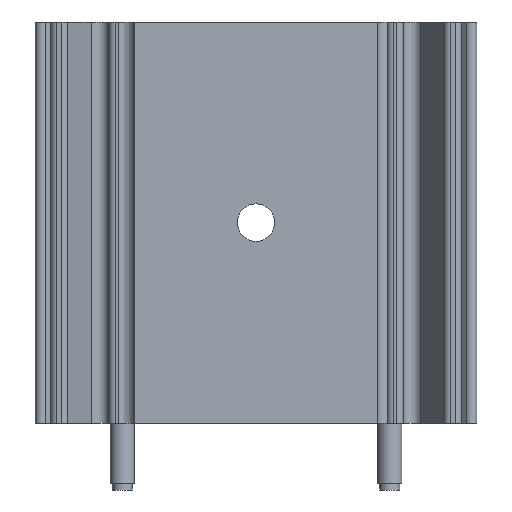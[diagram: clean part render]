
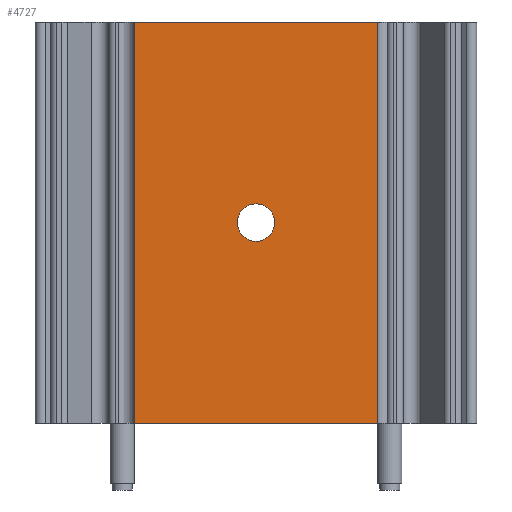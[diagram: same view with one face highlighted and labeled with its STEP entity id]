
A CAD part, front view. The second image highlights one B-rep face of the part: STEP entity #4727.
In plain terms, the highlighted planar face has unit normal (0, -1, 0).
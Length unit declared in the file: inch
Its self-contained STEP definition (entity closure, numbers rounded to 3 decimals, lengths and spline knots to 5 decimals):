
#269=DIRECTION('',(1.,0.,0.));
#270=VECTOR('',#269,0.909);
#271=CARTESIAN_POINT('',(-0.4545,0.,0.75));
#272=LINE('',#271,#270);
#1105=DIRECTION('',(1.,0.,0.));
#1106=VECTOR('',#1105,0.909);
#1107=CARTESIAN_POINT('',(-0.4545,0.,-0.75));
#1108=LINE('',#1107,#1106);
#1757=DIRECTION('',(0.,0.,-1.));
#1758=VECTOR('',#1757,1.5);
#1759=CARTESIAN_POINT('',(0.4545,0.,0.75));
#1760=LINE('',#1759,#1758);
#1761=DIRECTION('',(0.,0.,1.));
#1762=VECTOR('',#1761,1.5);
#1763=CARTESIAN_POINT('',(-0.4545,0.,-0.75));
#1764=LINE('',#1763,#1762);
#1765=CARTESIAN_POINT('',(0.,0.,0.));
#1766=DIRECTION('',(0.,1.,0.));
#1767=DIRECTION('',(-1.,0.,0.));
#1768=AXIS2_PLACEMENT_3D('',#1765,#1766,#1767);
#1770=CARTESIAN_POINT('',(0.,0.,0.));
#1771=DIRECTION('',(0.,1.,0.));
#1772=DIRECTION('',(1.,0.,0.));
#1773=AXIS2_PLACEMENT_3D('',#1770,#1771,#1772);
#2279=CARTESIAN_POINT('',(-0.4545,0.,-0.75));
#2280=CARTESIAN_POINT('',(-0.4545,0.,0.75));
#2281=VERTEX_POINT('',#2279);
#2282=VERTEX_POINT('',#2280);
#2595=CARTESIAN_POINT('',(0.4545,0.,0.75));
#2596=CARTESIAN_POINT('',(0.4545,0.,-0.75));
#2597=VERTEX_POINT('',#2595);
#2598=VERTEX_POINT('',#2596);
#2915=CARTESIAN_POINT('',(-0.07,0.,0.));
#2916=CARTESIAN_POINT('',(0.07,0.,0.));
#2917=VERTEX_POINT('',#2915);
#2918=VERTEX_POINT('',#2916);
#4709=CARTESIAN_POINT('',(-0.49,0.,-0.75));
#4710=DIRECTION('',(0.,-1.,0.));
#4711=DIRECTION('',(1.,0.,0.));
#4712=AXIS2_PLACEMENT_3D('',#4709,#4710,#4711);
#4713=PLANE('',#4712);
#4715=ORIENTED_EDGE('',*,*,#4714,.T.);
#4716=ORIENTED_EDGE('',*,*,#3565,.F.);
#4717=ORIENTED_EDGE('',*,*,#4704,.T.);
#4718=ORIENTED_EDGE('',*,*,#3049,.T.);
#4719=EDGE_LOOP('',(#4715,#4716,#4717,#4718));
#4720=FACE_OUTER_BOUND('',#4719,.F.);
#4722=ORIENTED_EDGE('',*,*,#4721,.F.);
#4724=ORIENTED_EDGE('',*,*,#4723,.F.);
#4725=EDGE_LOOP('',(#4722,#4724));
#4726=FACE_BOUND('',#4725,.F.);
#1769=CIRCLE('',#1768,0.07);
#1774=CIRCLE('',#1773,0.07);
#3049=EDGE_CURVE('',#2282,#2597,#272,.T.);
#3565=EDGE_CURVE('',#2281,#2598,#1108,.T.);
#4704=EDGE_CURVE('',#2281,#2282,#1764,.T.);
#4714=EDGE_CURVE('',#2597,#2598,#1760,.T.);
#4721=EDGE_CURVE('',#2917,#2918,#1769,.T.);
#4723=EDGE_CURVE('',#2918,#2917,#1774,.T.);
#4727=ADVANCED_FACE('',(#4720,#4726),#4713,.T.);
